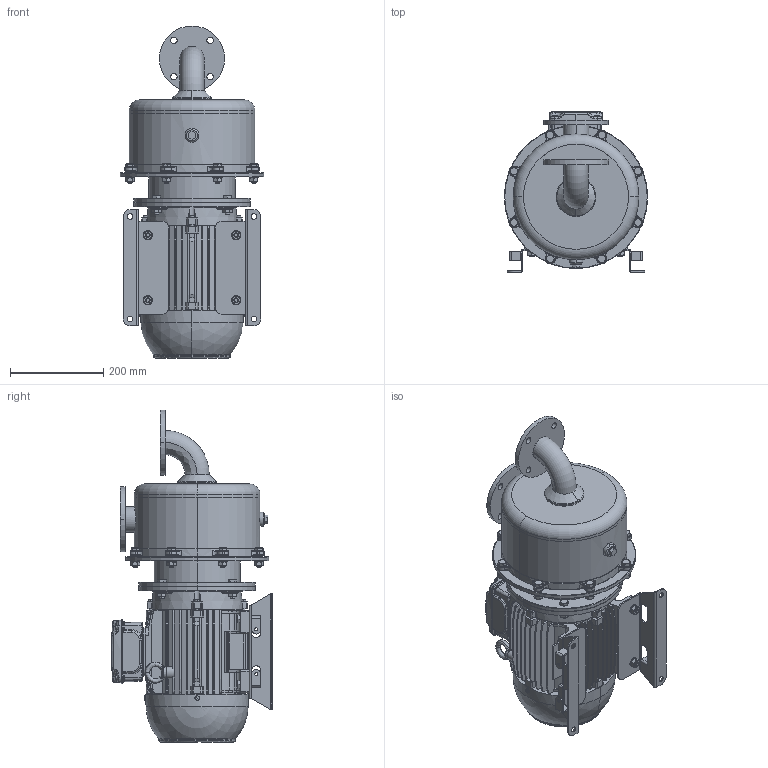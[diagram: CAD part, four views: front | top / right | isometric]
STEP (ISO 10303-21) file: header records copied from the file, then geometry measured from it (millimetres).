
FILE_DESCRIPTION(('STEP AP203'), '1');
FILE_NAME('Ýëåêòðîíàñîñíûé àãðåãàò ÕÌñ 25_50Ê5-7,5_2.stp', '2016-02-09T18:37:57', ('UNSPECIFIED'), ('UNSPECIFIED'), 'ASCON STEP Converter 1.0', 'Kompas 3D', '');
FILE_SCHEMA(('CONFIG_CONTROL_DESIGN'));
Length unit declared in the file: millimetre
Products named in the file (16): 34; 35; 36; 37; 38; 39; 40; 41; 42; 43; 44; 45; 46; 47; 48; 49
Assembly tree (59 placements, depth 2):
  34
    35  x2
    36  x12
    37
    38  x2
    39  x4
    40  x12
    41
    42
    43  x4
    44
    45
    46  x12
    47
    48
    49  x4
Bounding box: 308 x 346 x 713.6 mm (x, y, z)
Volume: 13943649.1 mm3; surface area: 1532634.5 mm2
Topology: 59 solids, 59 shells, 3552 faces, 8747 edges, 5506 vertices
Faces by surface type: plane 1883, cylinder 683, cone 509, bspline 231, torus 230, sphere 16
Entity records: 118107 total; most frequent: CARTESIAN_POINT 52089, ORIENTED_EDGE 13822, DIRECTION 11856, EDGE_CURVE 6911, VERTEX_POINT 4434, LINE 4154, VECTOR 4154, AXIS2_PLACEMENT_3D 3851
